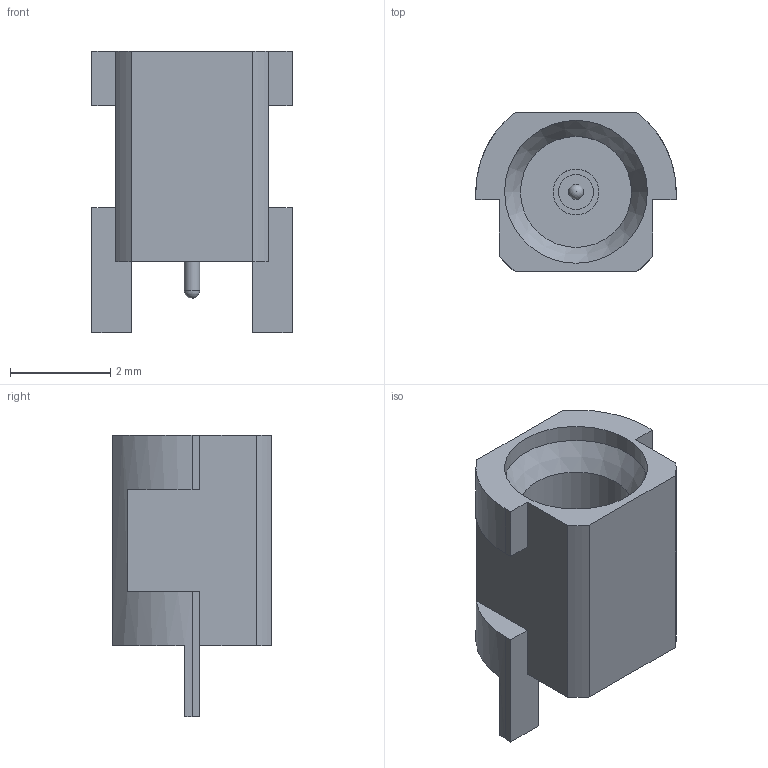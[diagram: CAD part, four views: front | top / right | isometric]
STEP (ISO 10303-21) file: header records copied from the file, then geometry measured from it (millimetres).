
FILE_DESCRIPTION(/* description */ ('STEP AP214'),/* implementation_level */ '2;1');
FILE_NAME(/* name */ 'SMPM-PS-P-HG-ST-EM-1',/* time_stamp */ '2023-03-30T16:42:50+02:00',/* author */ ('License CC BY-ND 4.0'),/* organization */ ('CADENAS'),/* preprocessor_version */ 'ST-DEVELOPER v19.3',/* originating_system */ 'PARTsolutions',/* authorisation */ ' ');
FILE_SCHEMA (('AUTOMOTIVE_DESIGN {1 0 10303 214 3 1 1}'));
Length unit declared in the file: inch
Products named in the file (1): SMPM-PS-P-HG-ST-EM-1
Bounding box: 3.99 x 3.17 x 5.61 mm (x, y, z)
Volume: 32.8 mm3; surface area: 99.3 mm2
Topology: 1 solids, 1 shells, 42 faces, 106 edges, 70 vertices
Faces by surface type: plane 28, cylinder 11, sphere 2, cone 1
Full cylindrical faces by diameter (mm): 0.3 x1, 0.305 x1, 0.691 x1, 0.914 x1, 0.917 x1, 2.21 x1, 2.845 x1
Entity records: 1496 total; most frequent: DIRECTION 206, CARTESIAN_POINT 201, ORIENTED_EDGE 184, EDGE_CURVE 92, AXIS2_PLACEMENT_3D 71, VERTEX_POINT 66, LINE 64, VECTOR 64
